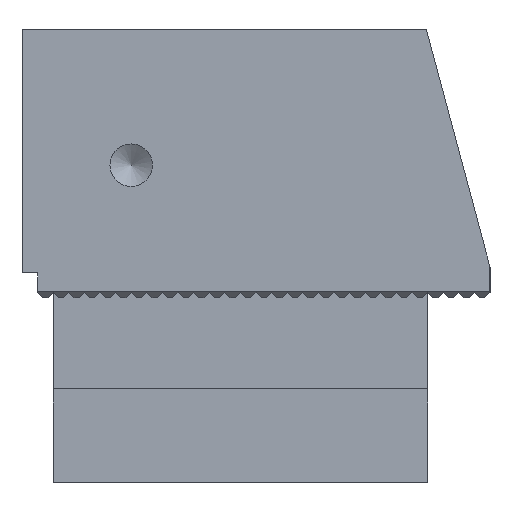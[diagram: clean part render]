
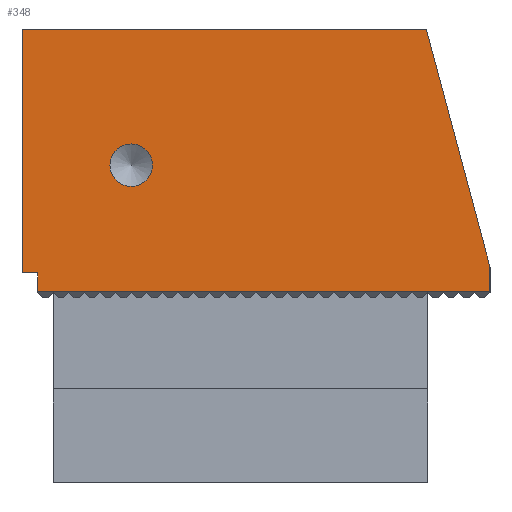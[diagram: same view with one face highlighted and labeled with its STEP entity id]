
A CAD part, left-side view. The second image highlights one B-rep face of the part: STEP entity #348.
In plain terms, the highlighted face is planar.
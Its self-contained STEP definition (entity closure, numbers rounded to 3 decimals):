
#348 = ADVANCED_FACE( '', ( #883, #884 ), #885, .F. );
#883 = FACE_BOUND( '', #1654, .T. );
#884 = FACE_OUTER_BOUND( '', #1655, .T. );
#885 = PLANE( '', #1656 );
#1654 = EDGE_LOOP( '', ( #2522 ) );
#1655 = EDGE_LOOP( '', ( #2523, #2524, #2525, #2526, #2527, #2528, #2529 ) );
#1656 = AXIS2_PLACEMENT_3D( '', #2530, #2531, #2532 );
#2522 = ORIENTED_EDGE( '', *, *, #4719, .T. );
#2523 = ORIENTED_EDGE( '', *, *, #4614, .F. );
#2524 = ORIENTED_EDGE( '', *, *, #4720, .T. );
#2525 = ORIENTED_EDGE( '', *, *, #4721, .F. );
#2526 = ORIENTED_EDGE( '', *, *, #4722, .T. );
#2527 = ORIENTED_EDGE( '', *, *, #4723, .F. );
#2528 = ORIENTED_EDGE( '', *, *, #4724, .T. );
#2529 = ORIENTED_EDGE( '', *, *, #4725, .F. );
#2530 = CARTESIAN_POINT( '', ( 50., -37.5, 43. ) );
#2531 = DIRECTION( '', ( -1., 0., 0. ) );
#2532 = DIRECTION( '', ( 0., 0., 1. ) );
#4614 = EDGE_CURVE( '', #5512, #5514, #5515, .T. );
#4719 = EDGE_CURVE( '', #5697, #5697, #5698, .T. );
#4720 = EDGE_CURVE( '', #5512, #5699, #5700, .T. );
#4721 = EDGE_CURVE( '', #5701, #5699, #5702, .T. );
#4722 = EDGE_CURVE( '', #5701, #5703, #5704, .T. );
#4723 = EDGE_CURVE( '', #5705, #5703, #5706, .T. );
#4724 = EDGE_CURVE( '', #5705, #5707, #5708, .T. );
#4725 = EDGE_CURVE( '', #5514, #5707, #5709, .T. );
#5512 = VERTEX_POINT( '', #6853 );
#5514 = VERTEX_POINT( '', #6856 );
#5515 = LINE( '', #6857, #6858 );
#5697 = VERTEX_POINT( '', #7120 );
#5698 = CIRCLE( '', #7121, 3.4 );
#5699 = VERTEX_POINT( '', #7122 );
#5700 = LINE( '', #7123, #7124 );
#5701 = VERTEX_POINT( '', #7125 );
#5702 = LINE( '', #7126, #7127 );
#5703 = VERTEX_POINT( '', #7128 );
#5704 = LINE( '', #7129, #7130 );
#5705 = VERTEX_POINT( '', #7131 );
#5706 = LINE( '', #7132, #7133 );
#5707 = VERTEX_POINT( '', #7134 );
#5708 = LINE( '', #7135, #7136 );
#5709 = LINE( '', #7137, #7138 );
#6853 = CARTESIAN_POINT( '', ( 50., -35., 1. ) );
#6856 = CARTESIAN_POINT( '', ( 50., -35., 4. ) );
#6857 = CARTESIAN_POINT( '', ( 50., -35., 0. ) );
#6858 = VECTOR( '', #8800, 1000. );
#7120 = CARTESIAN_POINT( '', ( 50., -20., 17.85 ) );
#7121 = AXIS2_PLACEMENT_3D( '', #8884, #8885, #8886 );
#7122 = CARTESIAN_POINT( '', ( 50., 37.5, 1. ) );
#7123 = CARTESIAN_POINT( '', ( 50., -37.5, 1. ) );
#7124 = VECTOR( '', #8887, 1000. );
#7125 = CARTESIAN_POINT( '', ( 50., 37.5, 4.933 ) );
#7126 = CARTESIAN_POINT( '', ( 50., 37.5, 43. ) );
#7127 = VECTOR( '', #8888, 1000. );
#7128 = CARTESIAN_POINT( '', ( 50., 27.3, 43. ) );
#7129 = CARTESIAN_POINT( '', ( 50., 27.3, 43. ) );
#7130 = VECTOR( '', #8889, 1000. );
#7131 = CARTESIAN_POINT( '', ( 50., -37.5, 43. ) );
#7132 = CARTESIAN_POINT( '', ( 50., -37.5, 43. ) );
#7133 = VECTOR( '', #8890, 1000. );
#7134 = CARTESIAN_POINT( '', ( 50., -37.5, 4. ) );
#7135 = CARTESIAN_POINT( '', ( 50., -37.5, 43. ) );
#7136 = VECTOR( '', #8891, 1000. );
#7137 = CARTESIAN_POINT( '', ( 50., -35., 4. ) );
#7138 = VECTOR( '', #8892, 1000. );
#8800 = DIRECTION( '', ( 0., 0., 1. ) );
#8884 = CARTESIAN_POINT( '', ( 50., -20., 21.25 ) );
#8885 = DIRECTION( '', ( -1., 0., 0. ) );
#8886 = DIRECTION( '', ( 0., 0., -1. ) );
#8887 = DIRECTION( '', ( 0., 1., 0. ) );
#8888 = DIRECTION( '', ( 0., 0., -1. ) );
#8889 = DIRECTION( '', ( 0., -0.259, 0.966 ) );
#8890 = DIRECTION( '', ( 0., 1., 0. ) );
#8891 = DIRECTION( '', ( 0., 0., -1. ) );
#8892 = DIRECTION( '', ( 0., -1., 0. ) );
